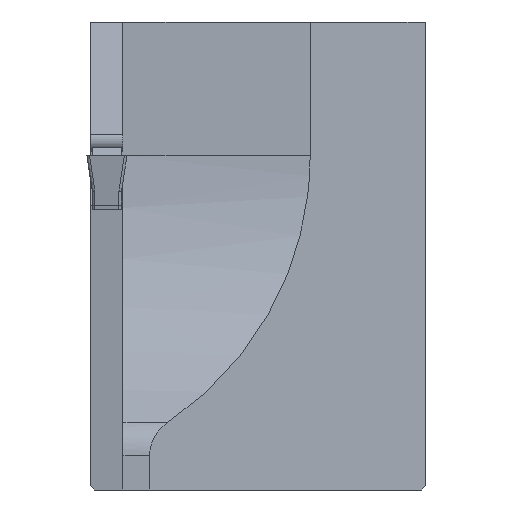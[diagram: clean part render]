
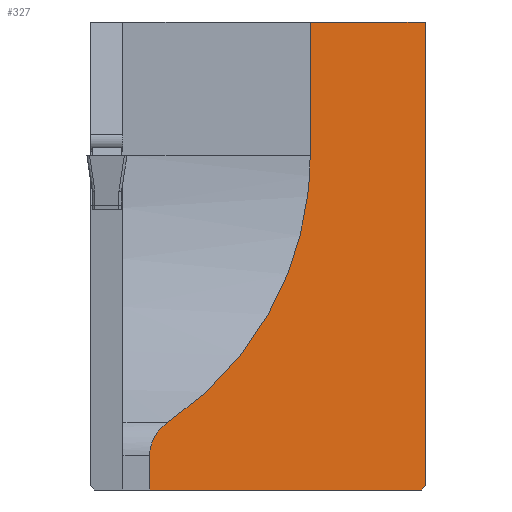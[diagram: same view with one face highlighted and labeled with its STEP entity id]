
A CAD part, left-side view. The second image highlights one B-rep face of the part: STEP entity #327.
In plain terms, the highlighted planar face has unit normal (-0.707, -0.707, 0).
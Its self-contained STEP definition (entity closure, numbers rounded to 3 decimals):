
#273=ELLIPSE('',#1469,4.243,3.);
#274=ELLIPSE('',#1471,33.941,24.);
#327=ADVANCED_FACE('',(#441),#389,.F.);
#389=PLANE('',#1475);
#441=FACE_OUTER_BOUND('',#506,.T.);
#506=EDGE_LOOP('',(#692,#693,#694,#695,#696,#697,#698,#699));
#692=ORIENTED_EDGE('',*,*,#1082,.F.);
#693=ORIENTED_EDGE('',*,*,#1078,.F.);
#694=ORIENTED_EDGE('',*,*,#1077,.F.);
#695=ORIENTED_EDGE('',*,*,#1083,.F.);
#696=ORIENTED_EDGE('',*,*,#1053,.F.);
#697=ORIENTED_EDGE('',*,*,#1027,.F.);
#698=ORIENTED_EDGE('',*,*,#1033,.F.);
#699=ORIENTED_EDGE('',*,*,#1015,.F.);
#905=VERTEX_POINT('',#1908);
#906=VERTEX_POINT('',#1910);
#915=VERTEX_POINT('',#1930);
#917=VERTEX_POINT('',#1934);
#937=VERTEX_POINT('',#1986);
#943=VERTEX_POINT('',#2029);
#944=VERTEX_POINT('',#2031);
#945=VERTEX_POINT('',#2035);
#1015=EDGE_CURVE('',#905,#906,#1182,.T.);
#1027=EDGE_CURVE('',#917,#915,#1194,.T.);
#1033=EDGE_CURVE('',#906,#917,#1199,.T.);
#1053=EDGE_CURVE('',#915,#937,#1217,.T.);
#1077=EDGE_CURVE('',#944,#943,#273,.T.);
#1078=EDGE_CURVE('',#943,#945,#274,.T.);
#1082=EDGE_CURVE('',#945,#905,#1242,.T.);
#1083=EDGE_CURVE('',#937,#944,#1243,.T.);
#1182=LINE('',#1909,#1314);
#1194=LINE('',#1935,#1326);
#1199=LINE('',#1946,#1331);
#1217=LINE('',#1985,#1349);
#1242=LINE('',#2040,#1374);
#1243=LINE('',#2042,#1375);
#1314=VECTOR('',#1562,1.);
#1326=VECTOR('',#1578,1.);
#1331=VECTOR('',#1587,1.);
#1349=VECTOR('',#1617,1.);
#1374=VECTOR('',#1684,1.);
#1375=VECTOR('',#1687,1.);
#1469=AXIS2_PLACEMENT_3D('',#2032,#1673,#1674);
#1471=AXIS2_PLACEMENT_3D('',#2034,#1677,#1678);
#1475=AXIS2_PLACEMENT_3D('',#2044,#1690,#1691);
#1562=DIRECTION('',(0.707,-0.707,0.));
#1578=DIRECTION('',(-0.577,0.577,-0.577));
#1587=DIRECTION('',(0.,0.,-1.));
#1617=DIRECTION('',(-0.707,0.707,0.));
#1673=DIRECTION('',(0.707,0.707,0.));
#1674=DIRECTION('',(-0.707,0.707,0.));
#1677=DIRECTION('',(-0.707,-0.707,0.));
#1678=DIRECTION('',(-0.707,0.707,0.));
#1684=DIRECTION('',(0.,0.,1.));
#1687=DIRECTION('',(0.,0.,1.));
#1690=DIRECTION('',(0.707,0.707,0.));
#1691=DIRECTION('',(0.707,-0.707,0.));
#1908=CARTESIAN_POINT('',(24.,-16.4,10.));
#1909=CARTESIAN_POINT('',(12.,-4.4,10.));
#1910=CARTESIAN_POINT('',(32.6,-25.,10.));
#1930=CARTESIAN_POINT('',(32.3,-24.7,-25.));
#1934=CARTESIAN_POINT('',(32.6,-25.,-24.7));
#1935=CARTESIAN_POINT('',(18.767,-11.167,-38.533));
#1946=CARTESIAN_POINT('',(32.6,-25.,-25.));
#1985=CARTESIAN_POINT('',(12.,-4.4,-25.));
#1986=CARTESIAN_POINT('',(12.,-4.4,-25.));
#2029=CARTESIAN_POINT('',(13.333,-5.733,-19.956));
#2031=CARTESIAN_POINT('',(12.,-4.4,-22.45));
#2032=CARTESIAN_POINT('',(15.,-7.4,-22.45));
#2034=CARTESIAN_POINT('',(0.,7.6,0.));
#2035=CARTESIAN_POINT('',(24.,-16.4,0.));
#2040=CARTESIAN_POINT('',(24.,-16.4,-25.));
#2042=CARTESIAN_POINT('',(12.,-4.4,-25.));
#2044=CARTESIAN_POINT('',(12.,-4.4,-25.));
